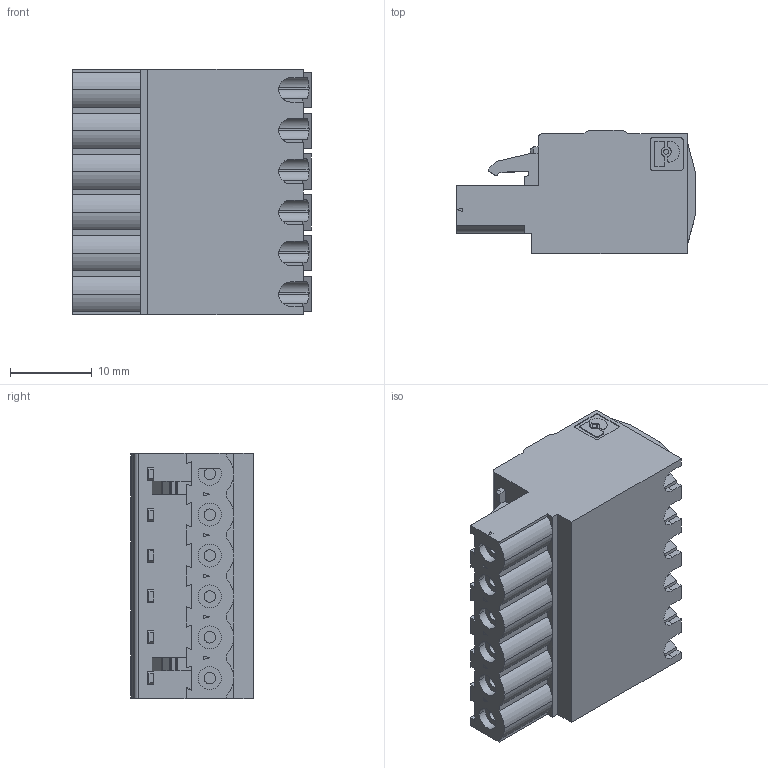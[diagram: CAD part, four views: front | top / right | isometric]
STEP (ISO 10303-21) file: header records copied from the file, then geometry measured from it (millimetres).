
FILE_DESCRIPTION(('SolidDesigner STEP Export'),'2;1');
FILE_NAME('qc_1-6-st_bus.stp','2006-07-18T 9:20:24',(''),(''),'OneSpace Designer STEP processor for AP214 (Solid Model)','OneSpace Designer 13.01 05-Feb-2005 (C) CoCreate Software GmbH','');
FILE_SCHEMA(('AUTOMOTIVE_DESIGN { 1 0 10303 214 1 1 1 1 }'));
Length unit declared in the file: millimetre
Products named in the file (2): qc_1-6-st_bus
Assembly tree (1 placements, depth 2):
  qc_1-6-st_bus
    qc_1-6-st_bus
Bounding box: 29.2 x 15 x 30 mm (x, y, z)
Volume: 9102.2 mm3; surface area: 4490 mm2
Topology: 1 solids, 1 shells, 576 faces, 1543 edges, 995 vertices
Faces by surface type: plane 428, cylinder 148
Entity records: 19773 total; most frequent: ORIENTED_EDGE 3086, CARTESIAN_POINT 2896, DIRECTION 2620, EDGE_CURVE 1543, VECTOR 1182, LINE 1182, VERTEX_POINT 995, AXIS2_PLACEMENT_3D 719
